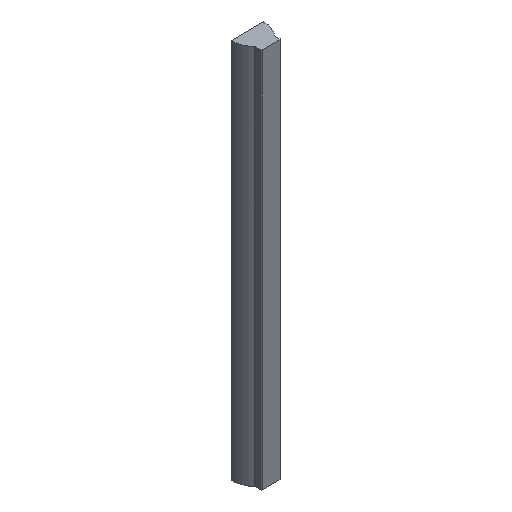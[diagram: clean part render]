
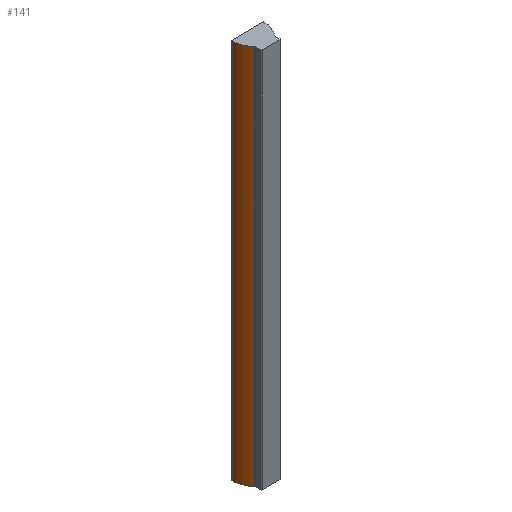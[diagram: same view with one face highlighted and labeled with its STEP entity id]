
A CAD part, isometric view. The second image highlights one B-rep face of the part: STEP entity #141.
In plain terms, the highlighted free-form (B-spline) face has degree [1, 3] with [2, 16] control points.
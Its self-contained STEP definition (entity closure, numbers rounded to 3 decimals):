
#8 = CARTESIAN_POINT ( 'NONE',  ( -7.706, -2.356, -0.254 ) ) ;
#23 = CARTESIAN_POINT ( 'NONE',  ( -7.859, -1.619, 190.246 ) ) ;
#40 = CARTESIAN_POINT ( 'NONE',  ( -7.212, -3.775, -0.254 ) ) ;
#45 = ORIENTED_EDGE ( 'NONE', *, *, #389, .F. ) ;
#46 = CARTESIAN_POINT ( 'NONE',  ( -7.859, -1.619, -0.254 ) ) ;
#48 = CARTESIAN_POINT ( 'NONE',  ( -7.212, -3.775, 190.246 ) ) ;
#52 = VERTEX_POINT ( 'NONE', #757 ) ;
#64 = CARTESIAN_POINT ( 'NONE',  ( -8.122, 0.618, 190.246 ) ) ;
#68 = CARTESIAN_POINT ( 'NONE',  ( -4.859, -7.595, -0.254 ) ) ;
#70 = B_SPLINE_CURVE_WITH_KNOTS ( 'NONE', 3,
 ( #650, #395, #593, #103, #598, #161, #40, #763, #709, #46, #592, #100, #460, #105, #521, #702 ),
 .UNSPECIFIED., .F., .F.,
 ( 4, 3, 3, 3, 3, 4 ),
 ( 0., 0.002, 0.005, 0.007, 0.009, 0.009 ),
 .UNSPECIFIED. ) ;
#81 = CARTESIAN_POINT ( 'NONE',  ( -8.123, 0.648, -0.254 ) ) ;
#93 = B_SPLINE_CURVE_WITH_KNOTS ( 'NONE', 3,
 ( #116, #280, #601, #604, #287, #350, #48, #416, #480, #123, #298, #361, #64, #296, #358, #418 ),
 .UNSPECIFIED., .F., .F.,
 ( 4, 3, 3, 3, 3, 4 ),
 ( 0., 0.002, 0.005, 0.007, 0.009, 0.009 ),
 .UNSPECIFIED. ) ;
#100 = CARTESIAN_POINT ( 'NONE',  ( -8.099, -0.135, -0.254 ) ) ;
#103 = CARTESIAN_POINT ( 'NONE',  ( -6.202, -5.788, -0.254 ) ) ;
#105 = CARTESIAN_POINT ( 'NONE',  ( -8.122, 0.62, -0.254 ) ) ;
#113 = EDGE_CURVE ( 'NONE', #588, #52, #93, .T. ) ;
#116 = CARTESIAN_POINT ( 'NONE',  ( -4.859, -7.595, 190.246 ) ) ;
#123 = CARTESIAN_POINT ( 'NONE',  ( -7.859, -1.619, 190.246 ) ) ;
#130 = CARTESIAN_POINT ( 'NONE',  ( -8.011, -0.881, -0.254 ) ) ;
#141 = ADVANCED_FACE ( 'NONE', ( #363 ), #530, .T. ) ;
#144 = CARTESIAN_POINT ( 'NONE',  ( -8.125, 0.708, 190.246 ) ) ;
#161 = CARTESIAN_POINT ( 'NONE',  ( -6.934, -4.476, -0.254 ) ) ;
#187 = CARTESIAN_POINT ( 'NONE',  ( -5.359, -7.032, 190.246 ) ) ;
#195 = CARTESIAN_POINT ( 'NONE',  ( -8.125, 0.708, -0.254 ) ) ;
#199 = CARTESIAN_POINT ( 'NONE',  ( -8.011, -0.881, 190.246 ) ) ;
#205 = CARTESIAN_POINT ( 'NONE',  ( -4.859, -7.595, -0.254 ) ) ;
#239 = CARTESIAN_POINT ( 'NONE',  ( -8.122, 0.623, -0.254 ) ) ;
#251 = CARTESIAN_POINT ( 'NONE',  ( -7.706, -2.356, 190.246 ) ) ;
#280 = CARTESIAN_POINT ( 'NONE',  ( -5.359, -7.032, 190.246 ) ) ;
#287 = CARTESIAN_POINT ( 'NONE',  ( -6.597, -5.146, 190.246 ) ) ;
#291 = CARTESIAN_POINT ( 'NONE',  ( -5.359, -7.032, -0.254 ) ) ;
#296 = CARTESIAN_POINT ( 'NONE',  ( -8.122, 0.62, 190.246 ) ) ;
#298 = CARTESIAN_POINT ( 'NONE',  ( -8.011, -0.881, 190.246 ) ) ;
#303 = CARTESIAN_POINT ( 'NONE',  ( -8.122, 0.618, 190.246 ) ) ;
#317 = EDGE_LOOP ( 'NONE', ( #430, #355, #45, #365 ) ) ;
#318 = CARTESIAN_POINT ( 'NONE',  ( -8.124, 0.678, 190.246 ) ) ;
#346 = VERTEX_POINT ( 'NONE', #760 ) ;
#350 = CARTESIAN_POINT ( 'NONE',  ( -6.934, -4.476, 190.246 ) ) ;
#355 = ORIENTED_EDGE ( 'NONE', *, *, #493, .F. ) ;
#358 = CARTESIAN_POINT ( 'NONE',  ( -8.122, 0.622, 190.246 ) ) ;
#361 = CARTESIAN_POINT ( 'NONE',  ( -8.099, -0.135, 190.246 ) ) ;
#363 = FACE_OUTER_BOUND ( 'NONE', #317, .T. ) ;
#364 = CARTESIAN_POINT ( 'NONE',  ( -4.859, -7.595, 190.246 ) ) ;
#365 = ORIENTED_EDGE ( 'NONE', *, *, #452, .T. ) ;
#367 = CARTESIAN_POINT ( 'NONE',  ( -7.49, -3.075, -0.254 ) ) ;
#370 = CARTESIAN_POINT ( 'NONE',  ( -7.49, -3.075, 190.246 ) ) ;
#374 = VECTOR ( 'NONE', #660, 1000. ) ;
#389 = EDGE_CURVE ( 'NONE', #758, #346, #70, .T. ) ;
#395 = CARTESIAN_POINT ( 'NONE',  ( -5.359, -7.032, -0.254 ) ) ;
#416 = CARTESIAN_POINT ( 'NONE',  ( -7.49, -3.075, 190.246 ) ) ;
#418 = CARTESIAN_POINT ( 'NONE',  ( -8.122, 0.623, 190.246 ) ) ;
#430 = ORIENTED_EDGE ( 'NONE', *, *, #113, .T. ) ;
#435 = CARTESIAN_POINT ( 'NONE',  ( -6.597, -5.146, 190.246 ) ) ;
#452 = EDGE_CURVE ( 'NONE', #758, #588, #523, .T. ) ;
#460 = CARTESIAN_POINT ( 'NONE',  ( -8.122, 0.618, -0.254 ) ) ;
#476 = CARTESIAN_POINT ( 'NONE',  ( -8.099, -0.135, -0.254 ) ) ;
#480 = CARTESIAN_POINT ( 'NONE',  ( -7.706, -2.356, 190.246 ) ) ;
#485 = CARTESIAN_POINT ( 'NONE',  ( -5.807, -6.429, -0.254 ) ) ;
#486 = CARTESIAN_POINT ( 'NONE',  ( -6.934, -4.476, -0.254 ) ) ;
#488 = CARTESIAN_POINT ( 'NONE',  ( -7.859, -1.619, -0.254 ) ) ;
#493 = EDGE_CURVE ( 'NONE', #346, #52, #703, .T. ) ;
#497 = CARTESIAN_POINT ( 'NONE',  ( -6.934, -4.476, 190.246 ) ) ;
#505 = CARTESIAN_POINT ( 'NONE',  ( -7.212, -3.775, 190.246 ) ) ;
#521 = CARTESIAN_POINT ( 'NONE',  ( -8.122, 0.622, -0.254 ) ) ;
#523 = LINE ( 'NONE', #710, #374 ) ;
#530 = B_SPLINE_SURFACE_WITH_KNOTS ( 'NONE', 1, 3, ( 
 ( #68, #291, #485, #552, #666, #486, #720, #367, #8, #488, #130, #476, #548, #81, #623, #195 ),
 ( #672, #187, #736, #682, #435, #497, #505, #370, #251, #23, #199, #561, #303, #626, #318, #144 ) ),
 .UNSPECIFIED., .F., .F., .F.,
 ( 2, 2 ),
 ( 4, 3, 3, 3, 3, 4 ),
 ( 0., 1. ),
 ( 0., 0.25, 0.5, 0.75, 1., 1.01 ),
 .UNSPECIFIED. ) ;
#548 = CARTESIAN_POINT ( 'NONE',  ( -8.122, 0.618, -0.254 ) ) ;
#552 = CARTESIAN_POINT ( 'NONE',  ( -6.202, -5.788, -0.254 ) ) ;
#561 = CARTESIAN_POINT ( 'NONE',  ( -8.099, -0.135, 190.246 ) ) ;
#588 = VERTEX_POINT ( 'NONE', #364 ) ;
#592 = CARTESIAN_POINT ( 'NONE',  ( -8.011, -0.881, -0.254 ) ) ;
#593 = CARTESIAN_POINT ( 'NONE',  ( -5.807, -6.429, -0.254 ) ) ;
#598 = CARTESIAN_POINT ( 'NONE',  ( -6.597, -5.146, -0.254 ) ) ;
#601 = CARTESIAN_POINT ( 'NONE',  ( -5.807, -6.429, 190.246 ) ) ;
#604 = CARTESIAN_POINT ( 'NONE',  ( -6.202, -5.788, 190.246 ) ) ;
#623 = CARTESIAN_POINT ( 'NONE',  ( -8.124, 0.678, -0.254 ) ) ;
#626 = CARTESIAN_POINT ( 'NONE',  ( -8.123, 0.648, 190.246 ) ) ;
#650 = CARTESIAN_POINT ( 'NONE',  ( -4.859, -7.595, -0.254 ) ) ;
#660 = DIRECTION ( 'NONE',  ( 0., 0., 1. ) ) ;
#665 = CARTESIAN_POINT ( 'NONE',  ( -8.122, 0.623, 190.246 ) ) ;
#666 = CARTESIAN_POINT ( 'NONE',  ( -6.597, -5.146, -0.254 ) ) ;
#672 = CARTESIAN_POINT ( 'NONE',  ( -4.859, -7.595, 190.246 ) ) ;
#682 = CARTESIAN_POINT ( 'NONE',  ( -6.202, -5.788, 190.246 ) ) ;
#702 = CARTESIAN_POINT ( 'NONE',  ( -8.122, 0.623, -0.254 ) ) ;
#703 = B_SPLINE_CURVE_WITH_KNOTS ( 'NONE', 1,
 ( #239, #665 ),
 .UNSPECIFIED., .F., .F.,
 ( 2, 2 ),
 ( 0., 1. ),
 .UNSPECIFIED. ) ;
#709 = CARTESIAN_POINT ( 'NONE',  ( -7.706, -2.356, -0.254 ) ) ;
#710 = CARTESIAN_POINT ( 'NONE',  ( -4.859, -7.595, 94.996 ) ) ;
#720 = CARTESIAN_POINT ( 'NONE',  ( -7.212, -3.775, -0.254 ) ) ;
#736 = CARTESIAN_POINT ( 'NONE',  ( -5.807, -6.429, 190.246 ) ) ;
#757 = CARTESIAN_POINT ( 'NONE',  ( -8.122, 0.623, 190.246 ) ) ;
#758 = VERTEX_POINT ( 'NONE', #205 ) ;
#760 = CARTESIAN_POINT ( 'NONE',  ( -8.122, 0.623, -0.254 ) ) ;
#763 = CARTESIAN_POINT ( 'NONE',  ( -7.49, -3.075, -0.254 ) ) ;
